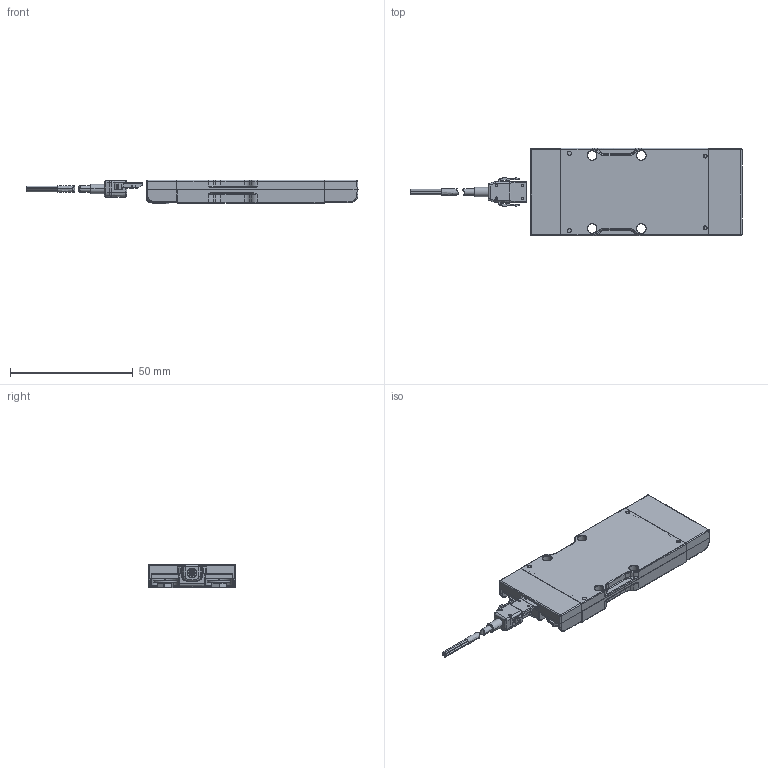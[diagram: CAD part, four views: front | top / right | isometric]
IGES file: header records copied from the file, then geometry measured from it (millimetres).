
Start section: SolidWorks IGES file using analytic representation for surfaces
Global section: file name: 3414 VIA_Chassis_w_comm.IGS; native system: SolidWorks 2017; preprocessor: SolidWorks 2017; author: chliu; date: 210105.100858; units: millimetre
Bounding box: 134.97 x 35.54 x 9.6 mm (x, y, z)
Surface area: 23070.5 mm2 (no closed solid volume)
Topology: 0 solids, 0 shells, 1854 faces, 17498 edges, 17421 vertices
Faces by surface type: revolution 994, bspline 860
